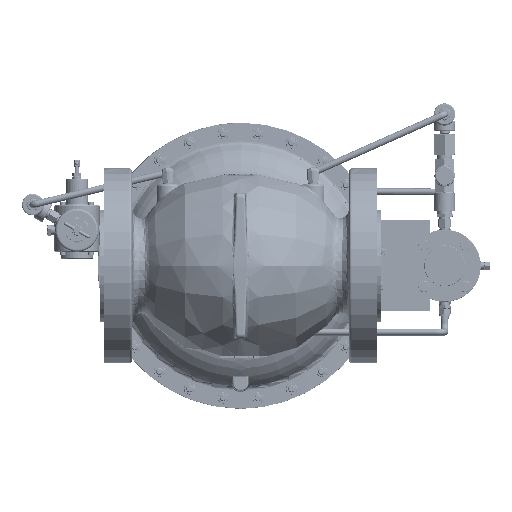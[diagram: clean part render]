
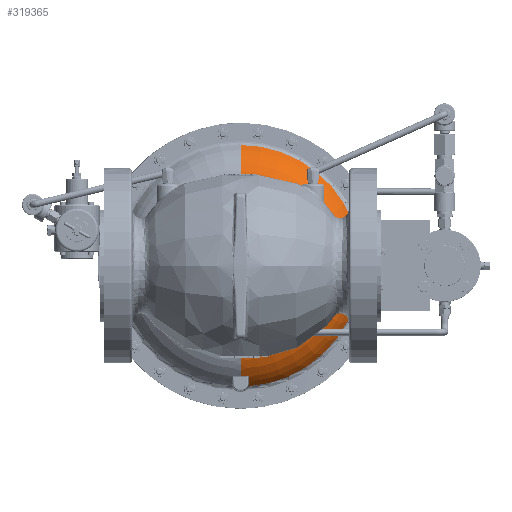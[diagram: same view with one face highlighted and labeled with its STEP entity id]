
A CAD part, front view. The second image highlights one B-rep face of the part: STEP entity #319365.
In plain terms, the highlighted toroidal (fillet/blend) face has major radius 106.491 mm and minor radius 71.438 mm.
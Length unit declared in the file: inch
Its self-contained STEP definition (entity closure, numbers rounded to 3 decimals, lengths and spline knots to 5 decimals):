
#2986 = CARTESIAN_POINT ( 'NONE',  ( 0.48296, 9.81555, -6.19006 ) ) ;
#10859 = EDGE_CURVE ( 'NONE', #355044, #348313, #398053, .T. ) ;
#16164 = AXIS2_PLACEMENT_3D ( 'NONE', #346930, #45934, #311495 ) ;
#17533 = EDGE_CURVE ( 'NONE', #229245, #468294, #301553, .T. ) ;
#18589 = CARTESIAN_POINT ( 'NONE',  ( 0.42081, 9.7134, -6.08973 ) ) ;
#21364 = ORIENTED_EDGE ( 'NONE', *, *, #175838, .F. ) ;
#22050 = VERTEX_POINT ( 'NONE', #147337 ) ;
#27248 = ORIENTED_EDGE ( 'NONE', *, *, #449978, .T. ) ;
#32199 = EDGE_CURVE ( 'NONE', #224330, #221145, #134575, .T. ) ;
#36970 = B_SPLINE_CURVE_WITH_KNOTS ( 'NONE', 3,
 ( #2986, #190109, #351806, #422502, #270921, #159657 ),
 .UNSPECIFIED., .F., .F.,
 ( 4, 2, 4 ),
 ( 0., 0.00513, 0.01025 ),
 .UNSPECIFIED. ) ;
#41197 = CARTESIAN_POINT ( 'NONE',  ( 0., 11.77634, 0. ) ) ;
#45934 = DIRECTION ( 'NONE',  ( 0., -1., 0. ) ) ;
#53360 = ORIENTED_EDGE ( 'NONE', *, *, #32199, .T. ) ;
#53483 = CARTESIAN_POINT ( 'NONE',  ( 4.73785, 9.0172, 0. ) ) ;
#63871 = CARTESIAN_POINT ( 'NONE',  ( 0.37797, 9.69861, -6.07641 ) ) ;
#67671 = B_SPLINE_CURVE_WITH_KNOTS ( 'NONE', 3,
 ( #334484, #210730, #63871, #96842, #142226, #18589, #364888, #445459, #248652, #144731, #256045, #134768, #402802, #289085 ),
 .UNSPECIFIED., .F., .F.,
 ( 4, 2, 2, 2, 2, 2, 4 ),
 ( 0., 0.00072, 0.00144, 0.00216, 0.00288, 0.00431, 0.00575 ),
 .UNSPECIFIED. ) ;
#70156 = ORIENTED_EDGE ( 'NONE', *, *, #234266, .T. ) ;
#71690 = FACE_OUTER_BOUND ( 'NONE', #470417, .T. ) ;
#96842 = CARTESIAN_POINT ( 'NONE',  ( 0.39625, 9.70279, -6.07983 ) ) ;
#99530 = CARTESIAN_POINT ( 'NONE',  ( 0.46185, 10.41604, -6.63818 ) ) ;
#102129 = AXIS2_PLACEMENT_3D ( 'NONE', #424486, #275429, #159154 ) ;
#107447 = DIRECTION ( 'NONE',  ( 0., 0., 1. ) ) ;
#134575 = CIRCLE ( 'NONE', #102129, 2.8125 ) ;
#134768 = CARTESIAN_POINT ( 'NONE',  ( 0.47978, 9.78858, -6.16374 ) ) ;
#142226 = CARTESIAN_POINT ( 'NONE',  ( 0.40488, 9.70585, -6.0826 ) ) ;
#144731 = CARTESIAN_POINT ( 'NONE',  ( 0.46216, 9.75016, -6.12582 ) ) ;
#145396 = CARTESIAN_POINT ( 'NONE',  ( 0., 9.69753, 0. ) ) ;
#145610 = ORIENTED_EDGE ( 'NONE', *, *, #396671, .F. ) ;
#147337 = CARTESIAN_POINT ( 'NONE',  ( 0., 9.0172, -4.73785 ) ) ;
#159154 = DIRECTION ( 'NONE',  ( 0., 0., -1. ) ) ;
#159657 = CARTESIAN_POINT ( 'NONE',  ( 0.49359, 10.12388, -6.44957 ) ) ;
#173391 = CARTESIAN_POINT ( 'NONE',  ( 0., 9.0172, 0. ) ) ;
#175838 = EDGE_CURVE ( 'NONE', #22050, #427694, #205545, .T. ) ;
#185819 = CARTESIAN_POINT ( 'NONE',  ( 0., 10.41604, 6.65423 ) ) ;
#190109 = CARTESIAN_POINT ( 'NONE',  ( 0.48461, 9.86377, -6.23697 ) ) ;
#205545 = CIRCLE ( 'NONE', #478737, 4.73785 ) ;
#210730 = CARTESIAN_POINT ( 'NONE',  ( 0.36861, 9.69753, -6.0758 ) ) ;
#213424 = CARTESIAN_POINT ( 'NONE',  ( 0.49359, 10.12388, -6.44957 ) ) ;
#221145 = VERTEX_POINT ( 'NONE', #361590 ) ;
#224330 = VERTEX_POINT ( 'NONE', #185819 ) ;
#229245 = VERTEX_POINT ( 'NONE', #473042 ) ;
#233606 = EDGE_CURVE ( 'NONE', #348313, #224330, #337529, .T. ) ;
#234266 = EDGE_CURVE ( 'NONE', #393106, #355044, #36970, .T. ) ;
#236285 = DIRECTION ( 'NONE',  ( 0., -1., 0. ) ) ;
#246940 = AXIS2_PLACEMENT_3D ( 'NONE', #437953, #473314, #311919 ) ;
#248652 = CARTESIAN_POINT ( 'NONE',  ( 0.44687, 9.73311, -6.10898 ) ) ;
#253774 = CARTESIAN_POINT ( 'NONE',  ( 0.49286, 10.21943, -6.51694 ) ) ;
#256045 = CARTESIAN_POINT ( 'NONE',  ( 0.46954, 9.76251, -6.13806 ) ) ;
#264526 = AXIS2_PLACEMENT_3D ( 'NONE', #355075, #236285, #392936 ) ;
#270921 = CARTESIAN_POINT ( 'NONE',  ( 0.49171, 10.06944, -6.41007 ) ) ;
#275429 = DIRECTION ( 'NONE',  ( 1., 0., 0. ) ) ;
#289085 = CARTESIAN_POINT ( 'NONE',  ( 0.48296, 9.81555, -6.19006 ) ) ;
#290774 = CIRCLE ( 'NONE', #16164, 4.73785 ) ;
#293930 = TOROIDAL_SURFACE ( 'NONE', #326374, 4.19257, 2.8125 ) ;
#296690 = CARTESIAN_POINT ( 'NONE',  ( 0.48185, 10.31679, -6.57979 ) ) ;
#301553 = CIRCLE ( 'NONE', #446736, 6.08697 ) ;
#311495 = DIRECTION ( 'NONE',  ( 0., 0., -1. ) ) ;
#311919 = DIRECTION ( 'NONE',  ( 0., 0., 1. ) ) ;
#312611 = EDGE_CURVE ( 'NONE', #427694, #221145, #290774, .T. ) ;
#313279 = ORIENTED_EDGE ( 'NONE', *, *, #312611, .F. ) ;
#319365 = ADVANCED_FACE ( 'NONE', ( #71690 ), #293930, .T. ) ;
#323442 = CARTESIAN_POINT ( 'NONE',  ( 0.35904, 9.69753, -6.07637 ) ) ;
#326374 = AXIS2_PLACEMENT_3D ( 'NONE', #41197, #387512, #357172 ) ;
#327551 = DIRECTION ( 'NONE',  ( 0., 0., -1. ) ) ;
#327751 = ORIENTED_EDGE ( 'NONE', *, *, #10859, .T. ) ;
#334484 = CARTESIAN_POINT ( 'NONE',  ( 0.35904, 9.69753, -6.07637 ) ) ;
#337529 = CIRCLE ( 'NONE', #264526, 6.65423 ) ;
#346930 = CARTESIAN_POINT ( 'NONE',  ( 0., 9.0172, 0. ) ) ;
#348313 = VERTEX_POINT ( 'NONE', #403205 ) ;
#351806 = CARTESIAN_POINT ( 'NONE',  ( 0.48633, 9.91368, -6.28214 ) ) ;
#355044 = VERTEX_POINT ( 'NONE', #430050 ) ;
#355075 = CARTESIAN_POINT ( 'NONE',  ( 0., 10.41604, 0. ) ) ;
#357172 = DIRECTION ( 'NONE',  ( 0., 0., -1. ) ) ;
#358004 = DIRECTION ( 'NONE',  ( 0., -1., 0. ) ) ;
#361140 = ORIENTED_EDGE ( 'NONE', *, *, #233606, .T. ) ;
#361590 = CARTESIAN_POINT ( 'NONE',  ( 0., 9.0172, 4.73785 ) ) ;
#364888 = CARTESIAN_POINT ( 'NONE',  ( 0.42808, 9.71789, -6.09407 ) ) ;
#383948 = CIRCLE ( 'NONE', #246940, 2.8125 ) ;
#387512 = DIRECTION ( 'NONE',  ( 0., -1., 0. ) ) ;
#392936 = DIRECTION ( 'NONE',  ( 0., 0., 1. ) ) ;
#393106 = VERTEX_POINT ( 'NONE', #422064 ) ;
#396671 = EDGE_CURVE ( 'NONE', #229245, #22050, #383948, .T. ) ;
#398053 = B_SPLINE_CURVE_WITH_KNOTS ( 'NONE', 3,
 ( #213424, #405434, #253774, #296690, #445660, #99530 ),
 .UNSPECIFIED., .F., .F.,
 ( 4, 2, 4 ),
 ( 0., 0.00443, 0.00887 ),
 .UNSPECIFIED. ) ;
#402802 = CARTESIAN_POINT ( 'NONE',  ( 0.48249, 9.80192, -6.1768 ) ) ;
#403205 = CARTESIAN_POINT ( 'NONE',  ( 0.46185, 10.41604, -6.63818 ) ) ;
#405434 = CARTESIAN_POINT ( 'NONE',  ( 0.49524, 10.17137, -6.48403 ) ) ;
#422064 = CARTESIAN_POINT ( 'NONE',  ( 0.48296, 9.81555, -6.19006 ) ) ;
#422502 = CARTESIAN_POINT ( 'NONE',  ( 0.48988, 10.01651, -6.36868 ) ) ;
#424486 = CARTESIAN_POINT ( 'NONE',  ( 0., 11.77634, 4.19257 ) ) ;
#427694 = VERTEX_POINT ( 'NONE', #53483 ) ;
#430050 = CARTESIAN_POINT ( 'NONE',  ( 0.49359, 10.12388, -6.44957 ) ) ;
#437953 = CARTESIAN_POINT ( 'NONE',  ( 0., 11.77634, -4.19257 ) ) ;
#445459 = CARTESIAN_POINT ( 'NONE',  ( 0.44104, 9.72769, -6.10364 ) ) ;
#445660 = CARTESIAN_POINT ( 'NONE',  ( 0.47321, 10.36609, -6.60972 ) ) ;
#446736 = AXIS2_PLACEMENT_3D ( 'NONE', #145396, #451122, #107447 ) ;
#449978 = EDGE_CURVE ( 'NONE', #468294, #393106, #67671, .T. ) ;
#451122 = DIRECTION ( 'NONE',  ( 0., -1., 0. ) ) ;
#468294 = VERTEX_POINT ( 'NONE', #323442 ) ;
#470417 = EDGE_LOOP ( 'NONE', ( #361140, #53360, #313279, #21364, #145610, #480883, #27248, #70156, #327751 ) ) ;
#473042 = CARTESIAN_POINT ( 'NONE',  ( 0., 9.69753, -6.08697 ) ) ;
#473314 = DIRECTION ( 'NONE',  ( -1., 0., 0. ) ) ;
#478737 = AXIS2_PLACEMENT_3D ( 'NONE', #173391, #358004, #327551 ) ;
#480883 = ORIENTED_EDGE ( 'NONE', *, *, #17533, .T. ) ;
